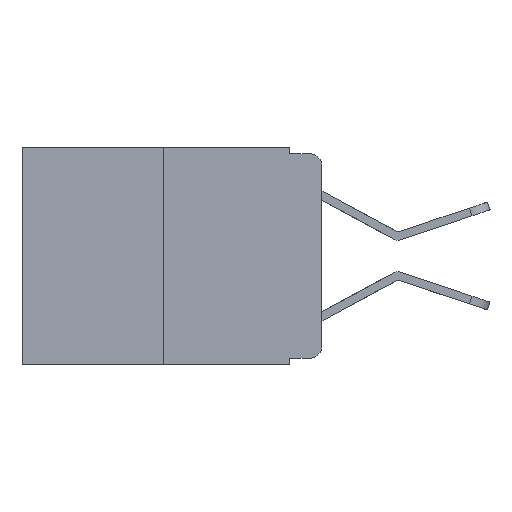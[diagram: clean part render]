
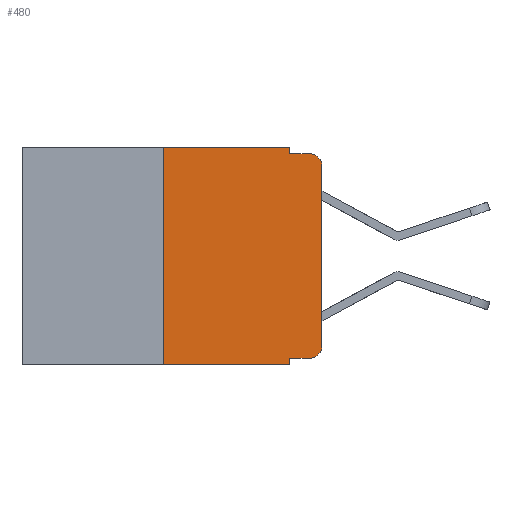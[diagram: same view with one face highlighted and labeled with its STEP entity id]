
A CAD part, left-side view. The second image highlights one B-rep face of the part: STEP entity #480.
In plain terms, the highlighted planar face has unit normal (-1, 0, 0).
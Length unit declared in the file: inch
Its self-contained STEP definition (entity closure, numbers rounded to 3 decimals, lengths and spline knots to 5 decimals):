
#56 = ORIENTED_EDGE ( 'NONE', *, *, #4799, .F. ) ;
#180 = VERTEX_POINT ( 'NONE', #21862 ) ;
#187 = DIRECTION ( 'NONE',  ( -1., 0., 0. ) ) ;
#293 = ORIENTED_EDGE ( 'NONE', *, *, #13773, .F. ) ;
#412 = VERTEX_POINT ( 'NONE', #13283 ) ;
#423 = AXIS2_PLACEMENT_3D ( 'NONE', #488, #14147, #18226 ) ;
#480 = ADVANCED_FACE ( 'NONE', ( #19505 ), #2645, .F. ) ;
#488 = CARTESIAN_POINT ( 'NONE',  ( 0., 0.02, -0.03 ) ) ;
#1101 = CARTESIAN_POINT ( 'NONE',  ( 0., 0.02, -0.333 ) ) ;
#1321 = AXIS2_PLACEMENT_3D ( 'NONE', #17854, #187, #8107 ) ;
#1412 = CARTESIAN_POINT ( 'NONE',  ( 0., 0.25, 0. ) ) ;
#2365 = DIRECTION ( 'NONE',  ( 0., 0., 1. ) ) ;
#2645 = PLANE ( 'NONE',  #17481 ) ;
#2718 = VECTOR ( 'NONE', #22498, 39.37008 ) ;
#3029 = EDGE_CURVE ( 'NONE', #14204, #18328, #18193, .T. ) ;
#3925 = VERTEX_POINT ( 'NONE', #1412 ) ;
#4053 = CARTESIAN_POINT ( 'NONE',  ( 0., 0., 0. ) ) ;
#4799 = EDGE_CURVE ( 'NONE', #180, #3925, #16404, .T. ) ;
#4977 = CARTESIAN_POINT ( 'NONE',  ( 0., 0.051, -0.333 ) ) ;
#5511 = VECTOR ( 'NONE', #24148, 39.37008 ) ;
#6258 = DIRECTION ( 'NONE',  ( 0., -1., 0. ) ) ;
#6435 = ORIENTED_EDGE ( 'NONE', *, *, #17401, .F. ) ;
#6504 = VERTEX_POINT ( 'NONE', #9435 ) ;
#7002 = CARTESIAN_POINT ( 'NONE',  ( 0., 0.473, -0.343 ) ) ;
#7510 = CARTESIAN_POINT ( 'NONE',  ( 0., 0.051, 0. ) ) ;
#7618 = VECTOR ( 'NONE', #12866, 39.37008 ) ;
#8107 = DIRECTION ( 'NONE',  ( 0., 0., -1. ) ) ;
#8139 = VECTOR ( 'NONE', #21449, 39.37008 ) ;
#8301 = DIRECTION ( 'NONE',  ( 0., -1., 0. ) ) ;
#8510 = LINE ( 'NONE', #4977, #2718 ) ;
#8607 = CARTESIAN_POINT ( 'NONE',  ( 0., 0.473, 0. ) ) ;
#8635 = EDGE_CURVE ( 'NONE', #21404, #6504, #10722, .T. ) ;
#9303 = EDGE_CURVE ( 'NONE', #180, #11893, #10363, .T. ) ;
#9435 = CARTESIAN_POINT ( 'NONE',  ( 0., 0.02, -0.01 ) ) ;
#9732 = EDGE_CURVE ( 'NONE', #3925, #20635, #17494, .T. ) ;
#10019 = VECTOR ( 'NONE', #8301, 39.37008 ) ;
#10093 = VECTOR ( 'NONE', #2365, 39.37008 ) ;
#10363 = LINE ( 'NONE', #7002, #7618 ) ;
#10444 = CARTESIAN_POINT ( 'NONE',  ( 0., 0.051, -0.01 ) ) ;
#10722 = CIRCLE ( 'NONE', #423, 0.02 ) ;
#11394 = CARTESIAN_POINT ( 'NONE',  ( 0., 0., -0.03 ) ) ;
#11871 = EDGE_CURVE ( 'NONE', #21876, #14204, #8510, .T. ) ;
#11893 = VERTEX_POINT ( 'NONE', #22998 ) ;
#12034 = CARTESIAN_POINT ( 'NONE',  ( 0., 0.25, 0. ) ) ;
#12811 = CARTESIAN_POINT ( 'NONE',  ( 0., 0., -0.313 ) ) ;
#12866 = DIRECTION ( 'NONE',  ( 0., -1., 0. ) ) ;
#12900 = ORIENTED_EDGE ( 'NONE', *, *, #9303, .T. ) ;
#13283 = CARTESIAN_POINT ( 'NONE',  ( 0., 0.051, -0.01 ) ) ;
#13620 = LINE ( 'NONE', #7510, #17882 ) ;
#13623 = EDGE_LOOP ( 'NONE', ( #18725, #25068, #6435, #15217, #22917, #56, #12900, #293, #23248, #14288 ) ) ;
#13773 = EDGE_CURVE ( 'NONE', #21876, #11893, #13620, .T. ) ;
#14147 = DIRECTION ( 'NONE',  ( -1., 0., 0. ) ) ;
#14204 = VERTEX_POINT ( 'NONE', #1101 ) ;
#14288 = ORIENTED_EDGE ( 'NONE', *, *, #3029, .T. ) ;
#15217 = ORIENTED_EDGE ( 'NONE', *, *, #21668, .F. ) ;
#15913 = LINE ( 'NONE', #24316, #5511 ) ;
#16122 = LINE ( 'NONE', #10444, #10019 ) ;
#16140 = DIRECTION ( 'NONE',  ( 1., 0., 0. ) ) ;
#16404 = LINE ( 'NONE', #12034, #8139 ) ;
#17401 = EDGE_CURVE ( 'NONE', #412, #6504, #16122, .T. ) ;
#17481 = AXIS2_PLACEMENT_3D ( 'NONE', #8607, #16140, #20325 ) ;
#17494 = LINE ( 'NONE', #18049, #17798 ) ;
#17798 = VECTOR ( 'NONE', #6258, 39.37008 ) ;
#17854 = CARTESIAN_POINT ( 'NONE',  ( 0., 0.02, -0.313 ) ) ;
#17882 = VECTOR ( 'NONE', #24855, 39.37008 ) ;
#18049 = CARTESIAN_POINT ( 'NONE',  ( 0., 0.473, 0. ) ) ;
#18193 = CIRCLE ( 'NONE', #1321, 0.02 ) ;
#18226 = DIRECTION ( 'NONE',  ( 0., 0., -1. ) ) ;
#18328 = VERTEX_POINT ( 'NONE', #12811 ) ;
#18661 = CARTESIAN_POINT ( 'NONE',  ( 0., 0.051, -0.333 ) ) ;
#18725 = ORIENTED_EDGE ( 'NONE', *, *, #21485, .T. ) ;
#19505 = FACE_OUTER_BOUND ( 'NONE', #13623, .T. ) ;
#20325 = DIRECTION ( 'NONE',  ( 0., 0., -1. ) ) ;
#20635 = VERTEX_POINT ( 'NONE', #22715 ) ;
#21404 = VERTEX_POINT ( 'NONE', #11394 ) ;
#21449 = DIRECTION ( 'NONE',  ( 0., 0., 1. ) ) ;
#21485 = EDGE_CURVE ( 'NONE', #18328, #21404, #24465, .T. ) ;
#21668 = EDGE_CURVE ( 'NONE', #20635, #412, #15913, .T. ) ;
#21862 = CARTESIAN_POINT ( 'NONE',  ( 0., 0.25, -0.343 ) ) ;
#21876 = VERTEX_POINT ( 'NONE', #18661 ) ;
#22498 = DIRECTION ( 'NONE',  ( 0., -1., 0. ) ) ;
#22715 = CARTESIAN_POINT ( 'NONE',  ( 0., 0.051, 0. ) ) ;
#22917 = ORIENTED_EDGE ( 'NONE', *, *, #9732, .F. ) ;
#22998 = CARTESIAN_POINT ( 'NONE',  ( 0., 0.051, -0.343 ) ) ;
#23248 = ORIENTED_EDGE ( 'NONE', *, *, #11871, .T. ) ;
#24148 = DIRECTION ( 'NONE',  ( 0., 0., -1. ) ) ;
#24316 = CARTESIAN_POINT ( 'NONE',  ( 0., 0.051, 0. ) ) ;
#24465 = LINE ( 'NONE', #4053, #10093 ) ;
#24855 = DIRECTION ( 'NONE',  ( 0., 0., -1. ) ) ;
#25068 = ORIENTED_EDGE ( 'NONE', *, *, #8635, .T. ) ;
